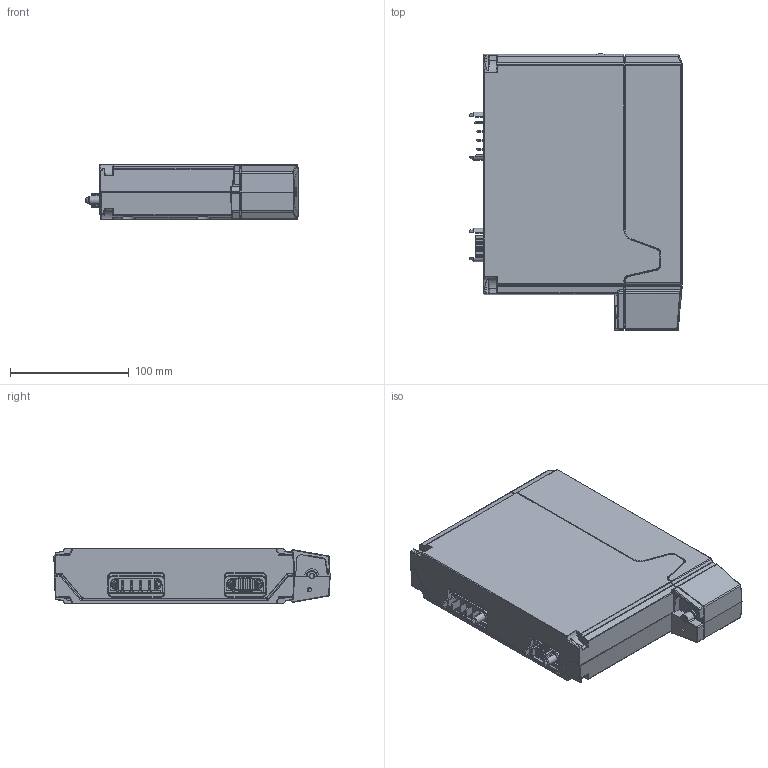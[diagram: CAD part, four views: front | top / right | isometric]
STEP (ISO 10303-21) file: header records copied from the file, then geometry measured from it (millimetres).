
FILE_DESCRIPTION((''),'2;1');
FILE_NAME('4222194782_ASM','2021-09-14T09:38:16',('INEdipo'),(''),'CREO PARAMETRIC BY PTC INC, 2020281','CREO PARAMETRIC BY PTC INC, 2020281','');
FILE_SCHEMA(('CONFIG_CONTROL_DESIGN'));
Products named in the file (17): 4222186912; FD_SIGNAL-PLUG_29_; FD_POWER-PLUG_29; 4222184280_DESIGN_ASM; 4222186812; 4222187512; 4222199607; 4222302900; 0217110008; 0217110009; 4222307082_SPEC; 0217110119; 4222187580_ASM; 0226035049; 0217110061; 4222204120; 4222194782_ASM
Assembly tree (20 placements, depth 3):
  4222194782_ASM
    4222186912
    4222184280_DESIGN_ASM
      FD_SIGNAL-PLUG_29_
      FD_POWER-PLUG_29
    4222186812
    4222187580_ASM
      4222187512
      4222199607  x2
      4222302900
      0217110008
      0217110009
      4222307082_SPEC
      0217110119
    0226035049  x4
    0217110061
    4222204120
Bounding box: 179.05 x 232.3 x 47 mm (x, y, z)
Volume: 1339932.1 mm3; surface area: 281401.8 mm2
Topology: 20 solids, 29 shells, 4926 faces, 12245 edges, 7553 vertices
Faces by surface type: plane 2358, cylinder 1334, bspline 699, cone 180, torus 162, sphere 111, extrusion 56, revolution 26
Entity records: 221368 total; most frequent: CARTESIAN_POINT 112916, ORIENTED_EDGE 23998, DIRECTION 19806, EDGE_CURVE 12025, VERTEX_POINT 7429, VECTOR 6990, LINE 6934, AXIS2_PLACEMENT_3D 6395
